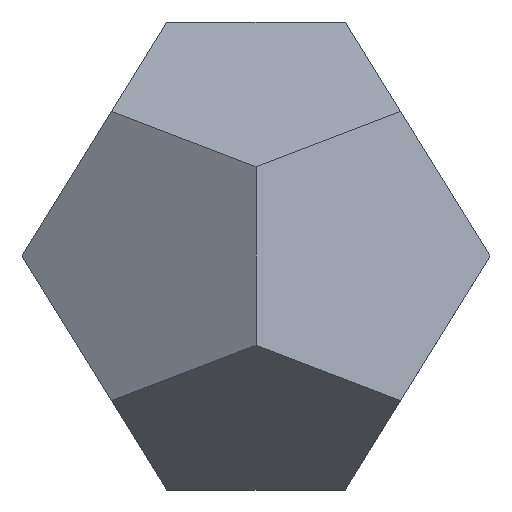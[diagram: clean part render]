
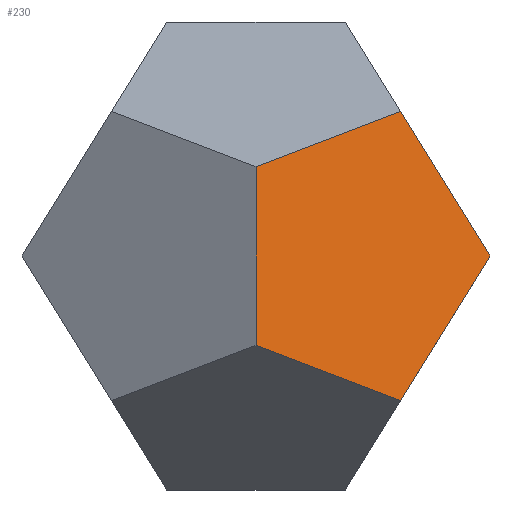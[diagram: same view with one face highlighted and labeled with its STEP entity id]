
A CAD part, front view. The second image highlights one B-rep face of the part: STEP entity #230.
In plain terms, the highlighted planar face has unit normal (0.526, -0.851, 0).
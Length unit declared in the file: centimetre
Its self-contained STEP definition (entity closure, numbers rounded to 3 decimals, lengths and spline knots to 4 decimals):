
#37=VERTEX_POINT('',#301);
#38=VERTEX_POINT('',#303);
#41=VERTEX_POINT('',#311);
#42=VERTEX_POINT('',#315);
#43=VERTEX_POINT('',#317);
#57=VECTOR('',#256,1.);
#61=VECTOR('',#261,1.);
#63=VECTOR('',#264,1.);
#64=VECTOR('',#265,1.);
#65=VECTOR('',#266,1.);
#87=LINE('',#302,#57);
#91=LINE('',#310,#61);
#93=LINE('',#314,#63);
#94=LINE('',#316,#64);
#95=LINE('',#318,#65);
#117=EDGE_CURVE('',#38,#37,#87,.T.);
#121=EDGE_CURVE('',#41,#38,#91,.T.);
#123=EDGE_CURVE('',#42,#37,#93,.T.);
#124=EDGE_CURVE('',#43,#42,#94,.T.);
#125=EDGE_CURVE('',#41,#43,#95,.T.);
#154=ORIENTED_EDGE('',*,*,#121,.T.);
#155=ORIENTED_EDGE('',*,*,#117,.T.);
#156=ORIENTED_EDGE('',*,*,#123,.F.);
#157=ORIENTED_EDGE('',*,*,#124,.F.);
#158=ORIENTED_EDGE('',*,*,#125,.F.);
#206=EDGE_LOOP('',(#154,#155,#156,#157,#158));
#218=FACE_BOUND('',#206,.T.);
#230=ADVANCED_FACE('',(#218),#358,.F.);
#242=AXIS2_PLACEMENT_3D('',#313,#263,$);
#256=DIRECTION('',(-0.5,-0.309,0.809));
#261=DIRECTION('',(0.5,0.309,0.809));
#263=DIRECTION('',(-0.526,0.851,0.));
#264=DIRECTION('',(0.809,0.5,0.309));
#265=DIRECTION('',(0.,0.,1.));
#266=DIRECTION('',(-0.809,-0.5,0.309));
#301=CARTESIAN_POINT('',(2.54,-2.54,2.54));
#302=CARTESIAN_POINT('',(4.1098,-1.5698,0.));
#303=CARTESIAN_POINT('',(4.1098,-1.5698,0.));
#310=CARTESIAN_POINT('',(2.54,-2.54,-2.54));
#311=CARTESIAN_POINT('',(2.54,-2.54,-2.54));
#313=CARTESIAN_POINT('',(1.838,-2.9739,0.));
#314=CARTESIAN_POINT('',(0.,-4.1098,1.5698));
#315=CARTESIAN_POINT('',(0.,-4.1098,1.5698));
#316=CARTESIAN_POINT('',(0.,-4.1098,-1.5698));
#317=CARTESIAN_POINT('',(0.,-4.1098,-1.5698));
#318=CARTESIAN_POINT('',(2.54,-2.54,-2.54));
#358=PLANE('',#242);
